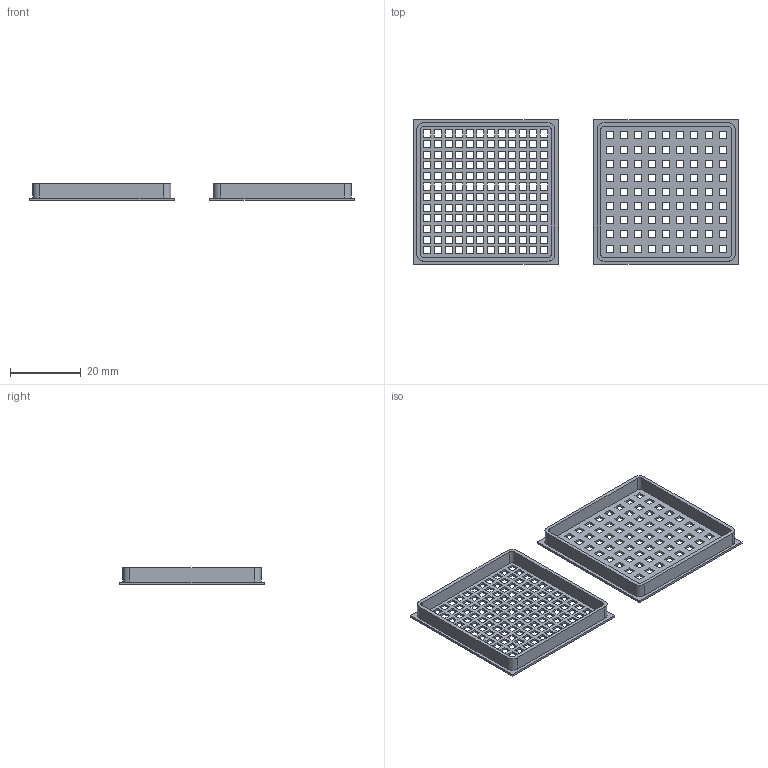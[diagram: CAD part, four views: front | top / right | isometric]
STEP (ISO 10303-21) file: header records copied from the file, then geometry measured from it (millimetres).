
FILE_DESCRIPTION(/* description */ (''),/* implementation_level */ '2;1');
FILE_NAME(/* name */ '4040cap v3.step',/* time_stamp */ '2021-02-16T01:34:07+00:00',/* author */ (''),/* organization */ (''),/* preprocessor_version */ 'ST-DEVELOPER v18.1',/* originating_system */ 'Autodesk Translation Framework v9.7.1.1290',/* authorisation */ '');
FILE_SCHEMA (('AUTOMOTIVE_DESIGN { 1 0 10303 214 3 1 1 }'));
Length unit declared in the file: millimetre
Products named in the file (3): 4040cap; NarrowGap; WideGap
Assembly tree (2 placements, depth 2):
  4040cap
    NarrowGap
    WideGap
Bounding box: 91.9 x 40.9 x 4.6 mm (x, y, z)
Volume: 2666 mm3; surface area: 8564.8 mm2
Topology: 2 solids, 2 shells, 948 faces, 2820 edges, 1880 vertices
Faces by surface type: plane 932, cylinder 16
Entity records: 32121 total; most frequent: CARTESIAN_POINT 5653, ORIENTED_EDGE 5640, DIRECTION 4758, EDGE_CURVE 2820, LINE 2788, VECTOR 2788, VERTEX_POINT 1880, EDGE_LOOP 1402
